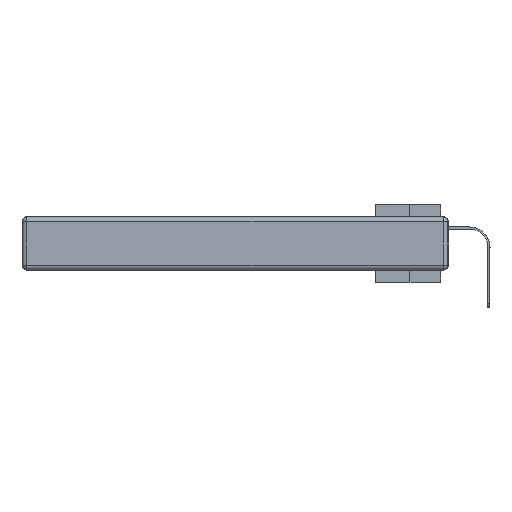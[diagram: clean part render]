
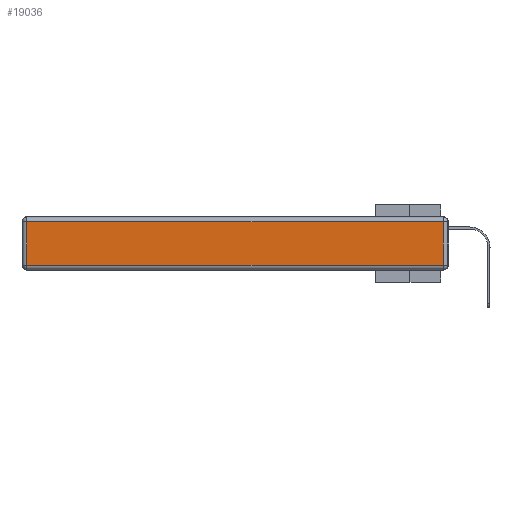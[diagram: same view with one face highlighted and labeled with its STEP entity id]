
A CAD part, left-side view. The second image highlights one B-rep face of the part: STEP entity #19036.
In plain terms, the highlighted planar face has unit normal (-1, 0, 0).
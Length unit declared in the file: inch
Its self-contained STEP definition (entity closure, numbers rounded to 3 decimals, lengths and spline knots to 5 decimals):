
#2129 = LINE ( 'NONE', #36768, #13576 ) ;
#2532 = EDGE_CURVE ( 'NONE', #17991, #15022, #34803, .T. ) ;
#3864 = CARTESIAN_POINT ( 'NONE',  ( 0., 2.72, -0.313 ) ) ;
#4169 = CARTESIAN_POINT ( 'NONE',  ( 0., 0., -0.343 ) ) ;
#5733 = ORIENTED_EDGE ( 'NONE', *, *, #2532, .T. ) ;
#7297 = LINE ( 'NONE', #30398, #16921 ) ;
#8036 = EDGE_CURVE ( 'NONE', #9676, #18077, #12389, .T. ) ;
#8876 = DIRECTION ( 'NONE',  ( 0., -1., 0. ) ) ;
#9676 = VERTEX_POINT ( 'NONE', #31262 ) ;
#11095 = ORIENTED_EDGE ( 'NONE', *, *, #23547, .T. ) ;
#11243 = ORIENTED_EDGE ( 'NONE', *, *, #33492, .T. ) ;
#12389 = LINE ( 'NONE', #29617, #24015 ) ;
#13116 = DIRECTION ( 'NONE',  ( 0., 0., 1. ) ) ;
#13576 = VECTOR ( 'NONE', #13116, 39.37008 ) ;
#15022 = VERTEX_POINT ( 'NONE', #29464 ) ;
#15230 = DIRECTION ( 'NONE',  ( 0., 1., 0. ) ) ;
#16921 = VECTOR ( 'NONE', #22265, 39.37008 ) ;
#17991 = VERTEX_POINT ( 'NONE', #3864 ) ;
#18077 = VERTEX_POINT ( 'NONE', #19203 ) ;
#19036 = ADVANCED_FACE ( 'NONE', ( #30118 ), #21969, .T. ) ;
#19203 = CARTESIAN_POINT ( 'NONE',  ( 0., 2.72, -0.03 ) ) ;
#21969 = PLANE ( 'NONE',  #34882 ) ;
#22265 = DIRECTION ( 'NONE',  ( 0., 0., -1. ) ) ;
#22714 = CARTESIAN_POINT ( 'NONE',  ( 0., 0., -0.313 ) ) ;
#23398 = ORIENTED_EDGE ( 'NONE', *, *, #8036, .T. ) ;
#23547 = EDGE_CURVE ( 'NONE', #18077, #17991, #7297, .T. ) ;
#24015 = VECTOR ( 'NONE', #15230, 39.37008 ) ;
#27464 = DIRECTION ( 'NONE',  ( 0., 0., 1. ) ) ;
#28466 = VECTOR ( 'NONE', #8876, 39.37008 ) ;
#28925 = EDGE_LOOP ( 'NONE', ( #5733, #11243, #23398, #11095 ) ) ;
#29464 = CARTESIAN_POINT ( 'NONE',  ( 0., 0.03, -0.313 ) ) ;
#29617 = CARTESIAN_POINT ( 'NONE',  ( 0., 2.75, -0.03 ) ) ;
#30118 = FACE_OUTER_BOUND ( 'NONE', #28925, .T. ) ;
#30398 = CARTESIAN_POINT ( 'NONE',  ( 0., 2.72, -0.343 ) ) ;
#31262 = CARTESIAN_POINT ( 'NONE',  ( 0., 0.03, -0.03 ) ) ;
#32949 = DIRECTION ( 'NONE',  ( -1., 0., 0. ) ) ;
#33492 = EDGE_CURVE ( 'NONE', #15022, #9676, #2129, .T. ) ;
#34803 = LINE ( 'NONE', #22714, #28466 ) ;
#34882 = AXIS2_PLACEMENT_3D ( 'NONE', #4169, #32949, #27464 ) ;
#36768 = CARTESIAN_POINT ( 'NONE',  ( 0., 0.03, -0.343 ) ) ;
